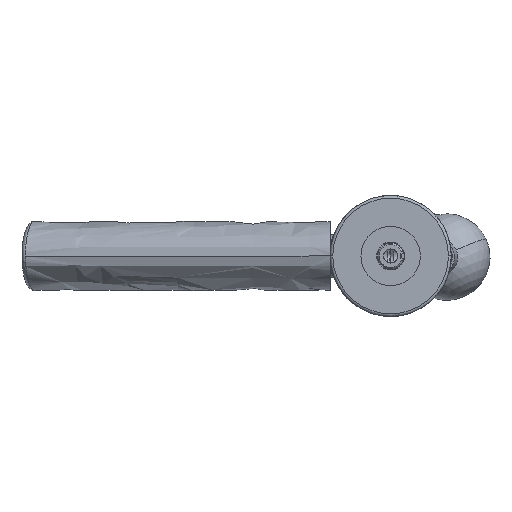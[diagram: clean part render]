
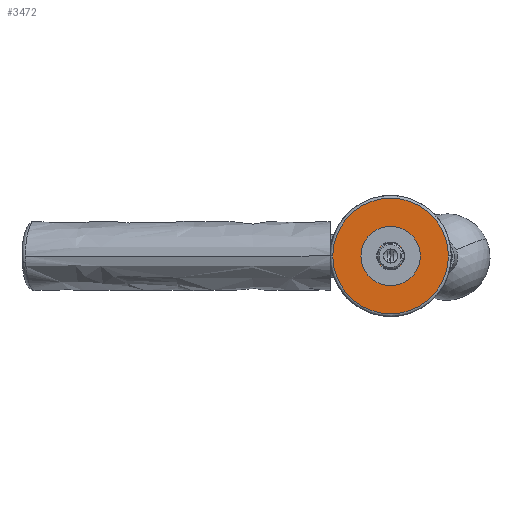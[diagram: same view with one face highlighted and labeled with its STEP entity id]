
A CAD part, left-side view. The second image highlights one B-rep face of the part: STEP entity #3472.
In plain terms, the highlighted planar face has unit normal (-1, 0, 0).
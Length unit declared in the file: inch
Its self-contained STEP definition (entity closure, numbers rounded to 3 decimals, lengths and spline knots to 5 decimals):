
#491 = AXIS2_PLACEMENT_3D ( 'NONE', #10166, #14498, #919 ) ;
#495 = VERTEX_POINT ( 'NONE', #8504 ) ;
#632 = EDGE_CURVE ( 'NONE', #6473, #4952, #740, .T. ) ;
#711 = VERTEX_POINT ( 'NONE', #7440 ) ;
#740 = CIRCLE ( 'NONE', #929, 0.1985 ) ;
#919 = DIRECTION ( 'NONE',  ( 0., -1., 0. ) ) ;
#929 = AXIS2_PLACEMENT_3D ( 'NONE', #14020, #6097, #1457 ) ;
#1022 = DIRECTION ( 'NONE',  ( -1., 0., 0. ) ) ;
#1290 = EDGE_CURVE ( 'NONE', #711, #495, #6703, .T. ) ;
#1457 = DIRECTION ( 'NONE',  ( 0., 0., -1. ) ) ;
#1880 = DIRECTION ( 'NONE',  ( -1., 0., 0. ) ) ;
#1948 = FACE_BOUND ( 'NONE', #10480, .T. ) ;
#2376 = DIRECTION ( 'NONE',  ( 0., -1., 0. ) ) ;
#3472 = ADVANCED_FACE ( 'NONE', ( #1948, #6736 ), #5613, .F. ) ;
#4399 = DIRECTION ( 'NONE',  ( -1., 0., 0. ) ) ;
#4765 = CIRCLE ( 'NONE', #10013, 0.1985 ) ;
#4952 = VERTEX_POINT ( 'NONE', #11579 ) ;
#5077 = CIRCLE ( 'NONE', #7001, 0.835 ) ;
#5407 = EDGE_CURVE ( 'NONE', #4952, #6473, #4765, .T. ) ;
#5613 = PLANE ( 'NONE',  #491 ) ;
#5786 = CARTESIAN_POINT ( 'NONE',  ( -3.907, 0., -0.1985 ) ) ;
#6097 = DIRECTION ( 'NONE',  ( -1., 0., 0. ) ) ;
#6473 = VERTEX_POINT ( 'NONE', #5786 ) ;
#6703 = CIRCLE ( 'NONE', #13146, 0.835 ) ;
#6736 = FACE_OUTER_BOUND ( 'NONE', #12889, .T. ) ;
#7001 = AXIS2_PLACEMENT_3D ( 'NONE', #12601, #1022, #2376 ) ;
#7440 = CARTESIAN_POINT ( 'NONE',  ( -3.907, -0.835, 0. ) ) ;
#8382 = ORIENTED_EDGE ( 'NONE', *, *, #1290, .T. ) ;
#8504 = CARTESIAN_POINT ( 'NONE',  ( -3.907, 0.835, 0. ) ) ;
#9865 = CARTESIAN_POINT ( 'NONE',  ( -3.907, 0., 0. ) ) ;
#10013 = AXIS2_PLACEMENT_3D ( 'NONE', #9865, #1880, #12890 ) ;
#10166 = CARTESIAN_POINT ( 'NONE',  ( -3.907, -0.875, 0. ) ) ;
#10480 = EDGE_LOOP ( 'NONE', ( #13397, #14371 ) ) ;
#11226 = ORIENTED_EDGE ( 'NONE', *, *, #12462, .T. ) ;
#11579 = CARTESIAN_POINT ( 'NONE',  ( -3.907, 0., 0.1985 ) ) ;
#12462 = EDGE_CURVE ( 'NONE', #495, #711, #5077, .T. ) ;
#12601 = CARTESIAN_POINT ( 'NONE',  ( -3.907, 0., 0. ) ) ;
#12889 = EDGE_LOOP ( 'NONE', ( #8382, #11226 ) ) ;
#12890 = DIRECTION ( 'NONE',  ( 0., 0., -1. ) ) ;
#13146 = AXIS2_PLACEMENT_3D ( 'NONE', #14326, #4399, #13735 ) ;
#13397 = ORIENTED_EDGE ( 'NONE', *, *, #632, .F. ) ;
#13735 = DIRECTION ( 'NONE',  ( 0., -1., 0. ) ) ;
#14020 = CARTESIAN_POINT ( 'NONE',  ( -3.907, 0., 0. ) ) ;
#14326 = CARTESIAN_POINT ( 'NONE',  ( -3.907, 0., 0. ) ) ;
#14371 = ORIENTED_EDGE ( 'NONE', *, *, #5407, .F. ) ;
#14498 = DIRECTION ( 'NONE',  ( 1., 0., 0. ) ) ;
